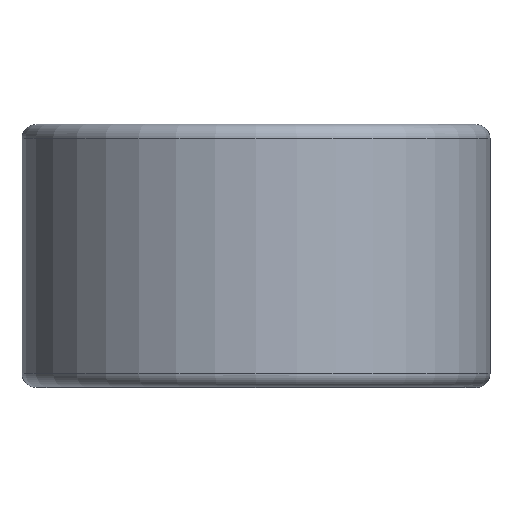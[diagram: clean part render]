
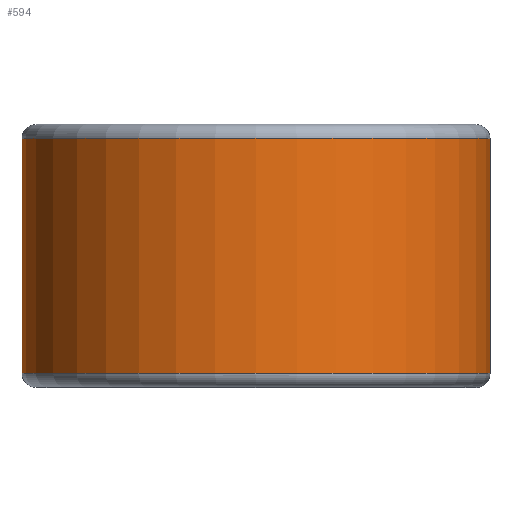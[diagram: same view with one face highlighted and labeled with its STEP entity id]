
A CAD part, top view. The second image highlights one B-rep face of the part: STEP entity #594.
In plain terms, the highlighted cylindrical face has radius 12.713 mm (diameter 25.425 mm), a partial arc.
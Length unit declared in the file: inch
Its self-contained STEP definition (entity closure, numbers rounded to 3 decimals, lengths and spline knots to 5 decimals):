
#57 = VERTEX_POINT ( 'NONE', #333 ) ;
#166 = DIRECTION ( 'NONE',  ( 0., 0., -1. ) ) ;
#262 = CIRCLE ( 'NONE', #1244, 0.5005 ) ;
#265 = CARTESIAN_POINT ( 'NONE',  ( 0., 0.25125, -0.5005 ) ) ;
#333 = CARTESIAN_POINT ( 'NONE',  ( 0., -0.25125, -0.5005 ) ) ;
#570 = ORIENTED_EDGE ( 'NONE', *, *, #2017, .F. ) ;
#580 = CYLINDRICAL_SURFACE ( 'NONE', #1294, 0.5005 ) ;
#594 = ADVANCED_FACE ( 'NONE', ( #1303 ), #580, .T. ) ;
#728 = CARTESIAN_POINT ( 'NONE',  ( 0., 0.25125, 0. ) ) ;
#773 = DIRECTION ( 'NONE',  ( 0., 0., -1. ) ) ;
#833 = VERTEX_POINT ( 'NONE', #1965 ) ;
#842 = EDGE_CURVE ( 'NONE', #833, #1694, #1622, .T. ) ;
#915 = AXIS2_PLACEMENT_3D ( 'NONE', #728, #1266, #166 ) ;
#988 = ORIENTED_EDGE ( 'NONE', *, *, #842, .T. ) ;
#998 = DIRECTION ( 'NONE',  ( 0., 1., 0. ) ) ;
#1000 = CARTESIAN_POINT ( 'NONE',  ( 0., 0.25125, -0.5005 ) ) ;
#1054 = DIRECTION ( 'NONE',  ( 0., 1., 0. ) ) ;
#1098 = CARTESIAN_POINT ( 'NONE',  ( 0., 0.25, 0. ) ) ;
#1160 = VECTOR ( 'NONE', #998, 39.37008 ) ;
#1208 = ORIENTED_EDGE ( 'NONE', *, *, #1285, .F. ) ;
#1213 = VERTEX_POINT ( 'NONE', #2189 ) ;
#1244 = AXIS2_PLACEMENT_3D ( 'NONE', #2023, #1655, #773 ) ;
#1247 = ORIENTED_EDGE ( 'NONE', *, *, #1776, .T. ) ;
#1266 = DIRECTION ( 'NONE',  ( 0., -1., 0. ) ) ;
#1282 = VECTOR ( 'NONE', #1054, 39.37008 ) ;
#1285 = EDGE_CURVE ( 'NONE', #57, #1694, #2229, .T. ) ;
#1294 = AXIS2_PLACEMENT_3D ( 'NONE', #1098, #1474, #1850 ) ;
#1303 = FACE_OUTER_BOUND ( 'NONE', #1894, .T. ) ;
#1415 = LINE ( 'NONE', #2155, #1282 ) ;
#1474 = DIRECTION ( 'NONE',  ( 0., -1., 0. ) ) ;
#1622 = CIRCLE ( 'NONE', #915, 0.5005 ) ;
#1655 = DIRECTION ( 'NONE',  ( 0., -1., 0. ) ) ;
#1694 = VERTEX_POINT ( 'NONE', #1000 ) ;
#1776 = EDGE_CURVE ( 'NONE', #1213, #833, #1415, .T. ) ;
#1850 = DIRECTION ( 'NONE',  ( 0., 0., -1. ) ) ;
#1894 = EDGE_LOOP ( 'NONE', ( #1247, #988, #1208, #570 ) ) ;
#1965 = CARTESIAN_POINT ( 'NONE',  ( 0.5005, 0.25125, 0. ) ) ;
#2017 = EDGE_CURVE ( 'NONE', #1213, #57, #262, .T. ) ;
#2023 = CARTESIAN_POINT ( 'NONE',  ( 0., -0.25125, 0. ) ) ;
#2155 = CARTESIAN_POINT ( 'NONE',  ( 0.5005, 0.25125, 0. ) ) ;
#2189 = CARTESIAN_POINT ( 'NONE',  ( 0.5005, -0.25125, 0. ) ) ;
#2229 = LINE ( 'NONE', #265, #1160 ) ;
